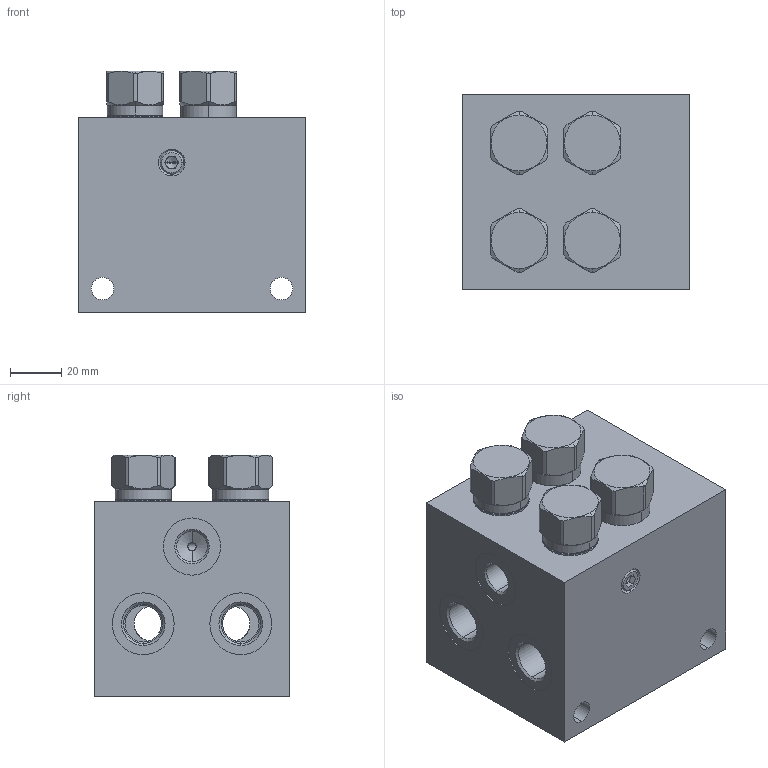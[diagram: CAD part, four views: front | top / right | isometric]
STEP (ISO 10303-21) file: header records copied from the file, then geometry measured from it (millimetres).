
FILE_DESCRIPTION((''),'2;1');
FILE_NAME('EQU_ASM','2023-08-18T',('ProEService'),(''),'PRO/ENGINEER BY PARAMETRIC TECHNOLOGY CORPORATION, 2014200','PRO/ENGINEER BY PARAMETRIC TECHNOLOGY CORPORATION, 2014200','');
FILE_SCHEMA(('CONFIG_CONTROL_DESIGN'));
Length unit declared in the file: inch
Products named in the file (7): 150-836-005; CXCDXAN; CXDAXAN; 340-002; 260-010; 800-001-070; EQU_ASM
Assembly tree (8 placements, depth 2):
  EQU_ASM
    150-836-005
    CXCDXAN  x2
    CXDAXAN  x2
    340-002
    260-010
    800-001-070
Bounding box: 88.9 x 76.2 x 94.46 mm (x, y, z)
Volume: 456662.3 mm3; surface area: 90483.9 mm2
Topology: 10 solids, 12 shells, 1299 faces, 3658 edges, 2587 vertices
Faces by surface type: cylinder 593, cone 272, plane 254, torus 120, bspline 36, revolution 24
Entity records: 31938 total; most frequent: CARTESIAN_POINT 11402, DIRECTION 4265, ORIENTED_EDGE 3890, EDGE_CURVE 1945, AXIS2_PLACEMENT_3D 1622, VERTEX_POINT 1209, VECTOR 1009, LINE 1009
